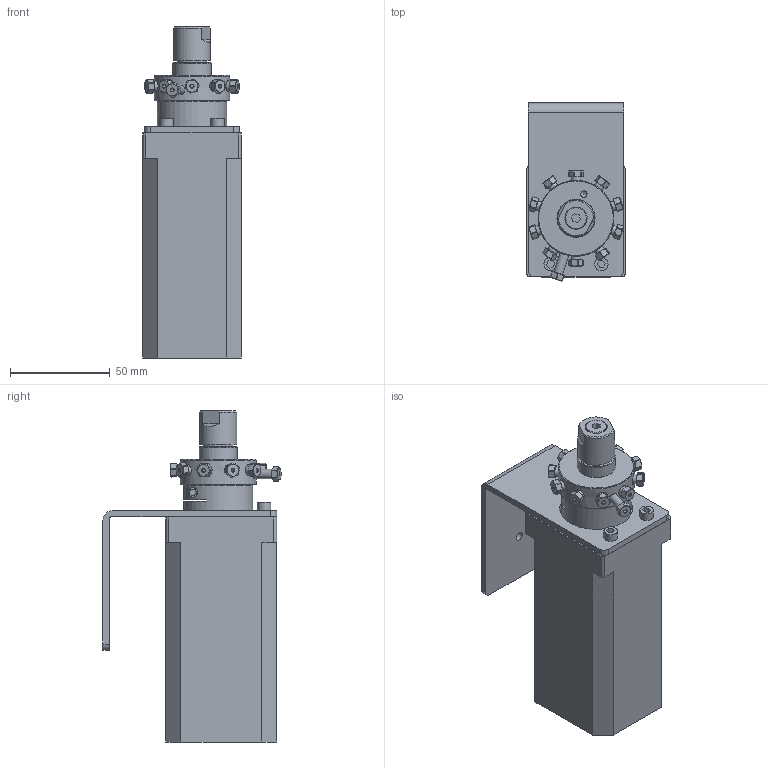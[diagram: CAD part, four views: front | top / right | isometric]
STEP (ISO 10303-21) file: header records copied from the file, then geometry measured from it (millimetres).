
FILE_DESCRIPTION((''),'2;1');
FILE_NAME('332317-EMTCSD10UW 10 mpos valve electric actuated.stp','2013-08-27T09:50:25',('Franzp'),(''),'Autodesk Inventor 2013','Autodesk Inventor 2013','');
FILE_SCHEMA(('AUTOMOTIVE_DESIGN { 1 0 10303 214 1 1 1 1 }'));
Length unit declared in the file: millimetre
Products named in the file (1): 332317_Shrinkwrap_1
Bounding box: 49.17 x 89.25 x 166.28 mm (x, y, z)
Surface area: 66628.8 mm2 (no closed solid volume)
Topology: 0 solids, 50 shells, 266 faces, 930 edges, 668 vertices
Faces by surface type: plane 159, cylinder 81, cone 26
Full cylindrical faces by diameter (mm): 1.71 x1, 1.727 x10, 3.2 x1, 3.302 x1, 4.166 x1, 4.32 x2, 4.7 x1, 4.826 x10, 5.6 x10, 5.78 x1, 5.94 x1, 6.7 x2, 14.859 x1, 18.415 x1, 19.05 x2, 19.075 x1, 34.671 x1, 36.5 x1, 37.973 x1
Entity records: 10193 total; most frequent: CARTESIAN_POINT 2442, DIRECTION 1499, ORIENTED_EDGE 1243, EDGE_CURVE 822, VERTEX_POINT 632, AXIS2_PLACEMENT_3D 571, EDGE_LOOP 400, VECTOR 357
